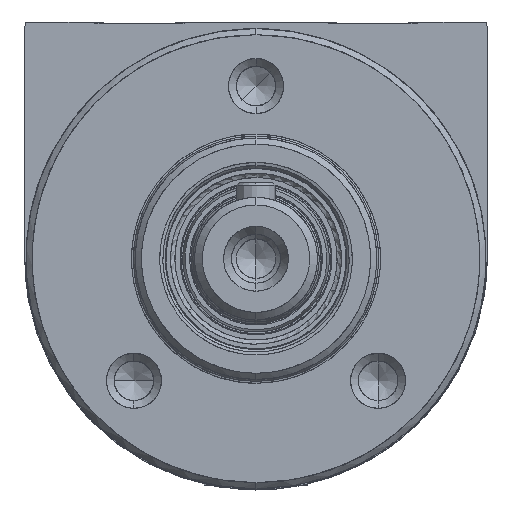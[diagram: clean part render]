
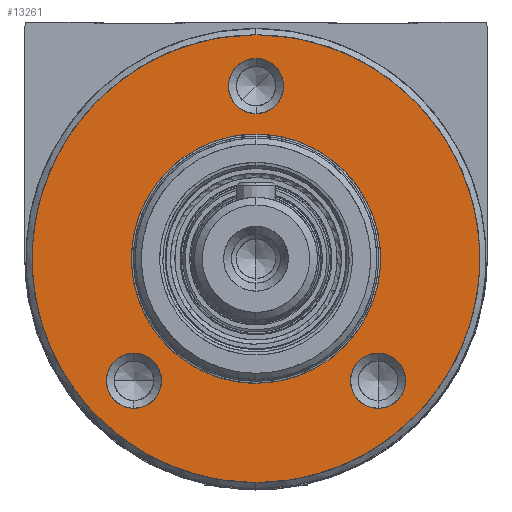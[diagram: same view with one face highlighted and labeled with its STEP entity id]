
A CAD part, left-side view. The second image highlights one B-rep face of the part: STEP entity #13261.
In plain terms, the highlighted free-form (B-spline) face has degree [1, 1] with [2, 2] control points.
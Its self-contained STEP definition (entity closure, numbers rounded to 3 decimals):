
#13056=CARTESIAN_POINT('',(34.5,-32.12,-32.12));
#13057=CARTESIAN_POINT('',(34.5,-32.12,32.12));
#13058=CARTESIAN_POINT('',(34.5,32.12,-32.12));
#13059=CARTESIAN_POINT('',(34.5,32.12,32.12));
#13060=B_SPLINE_SURFACE_WITH_KNOTS('',1,1,((#13056,#13058),(#13057,#13059)),.UNSPECIFIED.,.F.,.F.,.U.,(2,2),(2,2),(0.0,1.0),(0.0,1.0),.UNSPECIFIED.);
#13061=CARTESIAN_POINT('',(34.5,0.0,29.2));
#13062=VERTEX_POINT('',#13061);
#13063=CARTESIAN_POINT('',(34.5,0.0,-29.2));
#13064=VERTEX_POINT('',#13063);
#13065=CARTESIAN_POINT('',(34.5,0.0,29.2));
#13066=CARTESIAN_POINT('',(34.5,29.2,29.2));
#13067=CARTESIAN_POINT('',(34.5,29.2,0.0));
#13068=CARTESIAN_POINT('',(34.5,29.2,-29.2));
#13069=CARTESIAN_POINT('',(34.5,0.0,-29.2));
#13077=(BOUNDED_CURVE()B_SPLINE_CURVE(2,(#13065,#13066,#13067,#13068,#13069),.CIRCULAR_ARC.,.F.,.U.)B_SPLINE_CURVE_WITH_KNOTS((3,2,3),(0.0,0.5,1.0),.UNSPECIFIED.)CURVE()GEOMETRIC_REPRESENTATION_ITEM()RATIONAL_B_SPLINE_CURVE((1.0,0.707,1.0,0.707,1.0))REPRESENTATION_ITEM(''));
#13078=EDGE_CURVE('',#13062,#13064,#13077,.T.);
#13079=ORIENTED_EDGE('',*,*,#13078,.T.);
#13080=CARTESIAN_POINT('',(34.5,0.0,-29.2));
#13081=VERTEX_POINT('',#13080);
#13082=CARTESIAN_POINT('',(34.5,0.0,29.2));
#13083=VERTEX_POINT('',#13082);
#13084=CARTESIAN_POINT('',(34.5,0.0,-29.2));
#13085=CARTESIAN_POINT('',(34.5,-29.2,-29.2));
#13086=CARTESIAN_POINT('',(34.5,-29.2,0.0));
#13087=CARTESIAN_POINT('',(34.5,-29.2,29.2));
#13088=CARTESIAN_POINT('',(34.5,0.0,29.2));
#13096=(BOUNDED_CURVE()B_SPLINE_CURVE(2,(#13084,#13085,#13086,#13087,#13088),.CIRCULAR_ARC.,.F.,.U.)B_SPLINE_CURVE_WITH_KNOTS((3,2,3),(0.0,0.5,1.0),.UNSPECIFIED.)CURVE()GEOMETRIC_REPRESENTATION_ITEM()RATIONAL_B_SPLINE_CURVE((1.0,0.707,1.0,0.707,1.0))REPRESENTATION_ITEM(''));
#13097=EDGE_CURVE('',#13081,#13083,#13096,.T.);
#13098=ORIENTED_EDGE('',*,*,#13097,.T.);
#13099=EDGE_LOOP('',(#13079,#13098));
#13100=FACE_OUTER_BOUND('',#13099,.T.);
#13101=CARTESIAN_POINT('',(34.5,-15.91,-12.316));
#13102=VERTEX_POINT('',#13101);
#13103=CARTESIAN_POINT('',(34.5,-15.91,-19.504));
#13104=VERTEX_POINT('',#13103);
#13105=CARTESIAN_POINT('',(34.5,-15.91,-12.316));
#13106=CARTESIAN_POINT('',(34.5,-19.504,-12.316));
#13107=CARTESIAN_POINT('',(34.5,-19.504,-15.91));
#13108=CARTESIAN_POINT('',(34.5,-19.504,-19.504));
#13109=CARTESIAN_POINT('',(34.5,-15.91,-19.504));
#13117=(BOUNDED_CURVE()B_SPLINE_CURVE(2,(#13105,#13106,#13107,#13108,#13109),.CIRCULAR_ARC.,.F.,.U.)B_SPLINE_CURVE_WITH_KNOTS((3,2,3),(0.0,0.5,1.0),.UNSPECIFIED.)CURVE()GEOMETRIC_REPRESENTATION_ITEM()RATIONAL_B_SPLINE_CURVE((1.0,0.707,1.0,0.707,1.0))REPRESENTATION_ITEM(''));
#13118=EDGE_CURVE('',#13102,#13104,#13117,.T.);
#13119=ORIENTED_EDGE('',*,*,#13118,.T.);
#13120=CARTESIAN_POINT('',(34.5,-15.91,-19.504));
#13121=VERTEX_POINT('',#13120);
#13122=CARTESIAN_POINT('',(34.5,-15.91,-12.316));
#13123=VERTEX_POINT('',#13122);
#13124=CARTESIAN_POINT('',(34.5,-15.91,-19.504));
#13125=CARTESIAN_POINT('',(34.5,-12.316,-19.504));
#13126=CARTESIAN_POINT('',(34.5,-12.316,-15.91));
#13127=CARTESIAN_POINT('',(34.5,-12.316,-12.316));
#13128=CARTESIAN_POINT('',(34.5,-15.91,-12.316));
#13136=(BOUNDED_CURVE()B_SPLINE_CURVE(2,(#13124,#13125,#13126,#13127,#13128),.CIRCULAR_ARC.,.F.,.U.)B_SPLINE_CURVE_WITH_KNOTS((3,2,3),(0.0,0.5,1.0),.UNSPECIFIED.)CURVE()GEOMETRIC_REPRESENTATION_ITEM()RATIONAL_B_SPLINE_CURVE((1.0,0.707,1.0,0.707,1.0))REPRESENTATION_ITEM(''));
#13137=EDGE_CURVE('',#13121,#13123,#13136,.T.);
#13138=ORIENTED_EDGE('',*,*,#13137,.T.);
#13139=EDGE_LOOP('',(#13119,#13138));
#13140=FACE_BOUND('',#13139,.T.);
#13141=CARTESIAN_POINT('',(34.5,15.91,-12.316));
#13142=VERTEX_POINT('',#13141);
#13143=CARTESIAN_POINT('',(34.5,15.91,-19.504));
#13144=VERTEX_POINT('',#13143);
#13145=CARTESIAN_POINT('',(34.5,15.91,-12.316));
#13146=CARTESIAN_POINT('',(34.5,12.316,-12.316));
#13147=CARTESIAN_POINT('',(34.5,12.316,-15.91));
#13148=CARTESIAN_POINT('',(34.5,12.316,-19.504));
#13149=CARTESIAN_POINT('',(34.5,15.91,-19.504));
#13157=(BOUNDED_CURVE()B_SPLINE_CURVE(2,(#13145,#13146,#13147,#13148,#13149),.CIRCULAR_ARC.,.F.,.U.)B_SPLINE_CURVE_WITH_KNOTS((3,2,3),(0.0,0.5,1.0),.UNSPECIFIED.)CURVE()GEOMETRIC_REPRESENTATION_ITEM()RATIONAL_B_SPLINE_CURVE((1.0,0.707,1.0,0.707,1.0))REPRESENTATION_ITEM(''));
#13158=EDGE_CURVE('',#13142,#13144,#13157,.T.);
#13159=ORIENTED_EDGE('',*,*,#13158,.T.);
#13160=CARTESIAN_POINT('',(34.5,15.91,-19.504));
#13161=VERTEX_POINT('',#13160);
#13162=CARTESIAN_POINT('',(34.5,15.91,-12.316));
#13163=VERTEX_POINT('',#13162);
#13164=CARTESIAN_POINT('',(34.5,15.91,-19.504));
#13165=CARTESIAN_POINT('',(34.5,19.504,-19.504));
#13166=CARTESIAN_POINT('',(34.5,19.504,-15.91));
#13167=CARTESIAN_POINT('',(34.5,19.504,-12.316));
#13168=CARTESIAN_POINT('',(34.5,15.91,-12.316));
#13176=(BOUNDED_CURVE()B_SPLINE_CURVE(2,(#13164,#13165,#13166,#13167,#13168),.CIRCULAR_ARC.,.F.,.U.)B_SPLINE_CURVE_WITH_KNOTS((3,2,3),(0.0,0.5,1.0),.UNSPECIFIED.)CURVE()GEOMETRIC_REPRESENTATION_ITEM()RATIONAL_B_SPLINE_CURVE((1.0,0.707,1.0,0.707,1.0))REPRESENTATION_ITEM(''));
#13177=EDGE_CURVE('',#13161,#13163,#13176,.T.);
#13178=ORIENTED_EDGE('',*,*,#13177,.T.);
#13179=EDGE_LOOP('',(#13159,#13178));
#13180=FACE_BOUND('',#13179,.T.);
#13181=CARTESIAN_POINT('',(34.5,0.,26.094));
#13182=VERTEX_POINT('',#13181);
#13183=CARTESIAN_POINT('',(34.5,0.,18.906));
#13184=VERTEX_POINT('',#13183);
#13185=CARTESIAN_POINT('',(34.5,0.,26.094));
#13186=CARTESIAN_POINT('',(34.5,-3.594,26.094));
#13187=CARTESIAN_POINT('',(34.5,-3.594,22.5));
#13188=CARTESIAN_POINT('',(34.5,-3.594,18.906));
#13189=CARTESIAN_POINT('',(34.5,0.,18.906));
#13197=(BOUNDED_CURVE()B_SPLINE_CURVE(2,(#13185,#13186,#13187,#13188,#13189),.CIRCULAR_ARC.,.F.,.U.)B_SPLINE_CURVE_WITH_KNOTS((3,2,3),(0.0,0.5,1.0),.UNSPECIFIED.)CURVE()GEOMETRIC_REPRESENTATION_ITEM()RATIONAL_B_SPLINE_CURVE((1.0,0.707,1.0,0.707,1.0))REPRESENTATION_ITEM(''));
#13198=EDGE_CURVE('',#13182,#13184,#13197,.T.);
#13199=ORIENTED_EDGE('',*,*,#13198,.T.);
#13200=CARTESIAN_POINT('',(34.5,0.,18.906));
#13201=VERTEX_POINT('',#13200);
#13202=CARTESIAN_POINT('',(34.5,0.,26.094));
#13203=VERTEX_POINT('',#13202);
#13204=CARTESIAN_POINT('',(34.5,0.,18.906));
#13205=CARTESIAN_POINT('',(34.5,3.594,18.906));
#13206=CARTESIAN_POINT('',(34.5,3.594,22.5));
#13207=CARTESIAN_POINT('',(34.5,3.594,26.094));
#13208=CARTESIAN_POINT('',(34.5,0.,26.094));
#13216=(BOUNDED_CURVE()B_SPLINE_CURVE(2,(#13204,#13205,#13206,#13207,#13208),.CIRCULAR_ARC.,.F.,.U.)B_SPLINE_CURVE_WITH_KNOTS((3,2,3),(0.0,0.5,1.0),.UNSPECIFIED.)CURVE()GEOMETRIC_REPRESENTATION_ITEM()RATIONAL_B_SPLINE_CURVE((1.0,0.707,1.0,0.707,1.0))REPRESENTATION_ITEM(''));
#13217=EDGE_CURVE('',#13201,#13203,#13216,.T.);
#13218=ORIENTED_EDGE('',*,*,#13217,.T.);
#13219=EDGE_LOOP('',(#13199,#13218));
#13220=FACE_BOUND('',#13219,.T.);
#13221=CARTESIAN_POINT('',(34.5,0.,16.235));
#13222=VERTEX_POINT('',#13221);
#13223=CARTESIAN_POINT('',(34.5,0.,-16.235));
#13224=VERTEX_POINT('',#13223);
#13225=CARTESIAN_POINT('',(34.5,0.,16.235));
#13226=CARTESIAN_POINT('',(34.5,-16.235,16.235));
#13227=CARTESIAN_POINT('',(34.5,-16.235,0.0));
#13228=CARTESIAN_POINT('',(34.5,-16.235,-16.235));
#13229=CARTESIAN_POINT('',(34.5,0.,-16.235));
#13237=(BOUNDED_CURVE()B_SPLINE_CURVE(2,(#13225,#13226,#13227,#13228,#13229),.CIRCULAR_ARC.,.F.,.U.)B_SPLINE_CURVE_WITH_KNOTS((3,2,3),(0.0,0.5,1.0),.UNSPECIFIED.)CURVE()GEOMETRIC_REPRESENTATION_ITEM()RATIONAL_B_SPLINE_CURVE((1.0,0.707,1.0,0.707,1.0))REPRESENTATION_ITEM(''));
#13238=EDGE_CURVE('',#13222,#13224,#13237,.T.);
#13239=ORIENTED_EDGE('',*,*,#13238,.T.);
#13240=CARTESIAN_POINT('',(34.5,0.,-16.235));
#13241=VERTEX_POINT('',#13240);
#13242=CARTESIAN_POINT('',(34.5,0.,16.235));
#13243=VERTEX_POINT('',#13242);
#13244=CARTESIAN_POINT('',(34.5,0.,-16.235));
#13245=CARTESIAN_POINT('',(34.5,16.235,-16.235));
#13246=CARTESIAN_POINT('',(34.5,16.235,0.0));
#13247=CARTESIAN_POINT('',(34.5,16.235,16.235));
#13248=CARTESIAN_POINT('',(34.5,0.,16.235));
#13256=(BOUNDED_CURVE()B_SPLINE_CURVE(2,(#13244,#13245,#13246,#13247,#13248),.CIRCULAR_ARC.,.F.,.U.)B_SPLINE_CURVE_WITH_KNOTS((3,2,3),(0.0,0.5,1.0),.UNSPECIFIED.)CURVE()GEOMETRIC_REPRESENTATION_ITEM()RATIONAL_B_SPLINE_CURVE((1.0,0.707,1.0,0.707,1.0))REPRESENTATION_ITEM(''));
#13257=EDGE_CURVE('',#13241,#13243,#13256,.T.);
#13258=ORIENTED_EDGE('',*,*,#13257,.T.);
#13259=EDGE_LOOP('',(#13239,#13258));
#13260=FACE_BOUND('',#13259,.T.);
#13261=ADVANCED_FACE('',(#13100,#13140,#13180,#13220,#13260),#13060,.T.);
